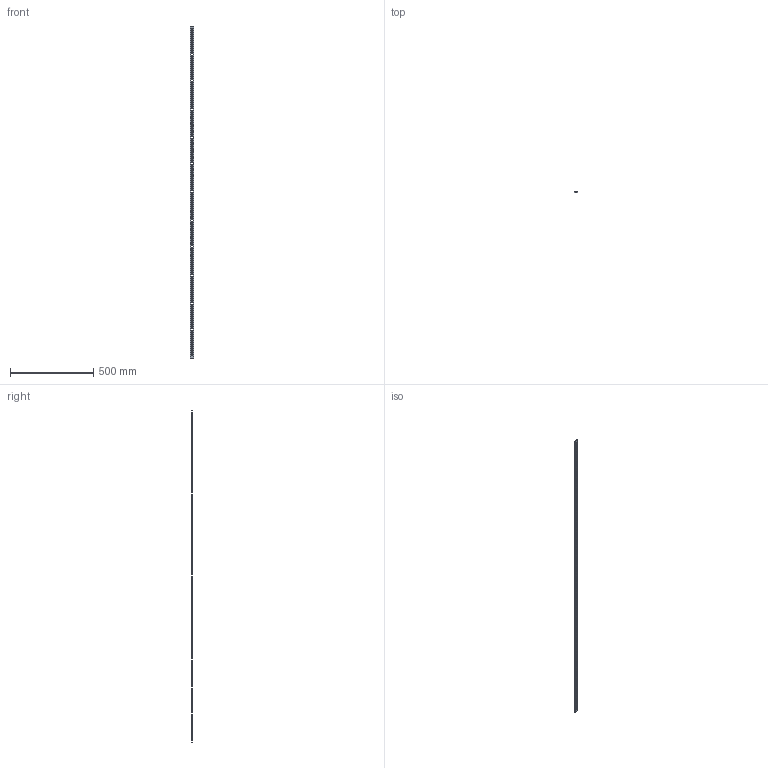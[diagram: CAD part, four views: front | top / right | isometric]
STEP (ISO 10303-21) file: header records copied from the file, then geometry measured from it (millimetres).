
FILE_DESCRIPTION (( 'STEP AP203' ), '1' );
FILE_NAME ('CLM50D-POP-20-2-3-BS Ïîëîñà ïåðôîðèðîâàííàÿ 20õ2000-3,0 BS IEK.STEP', '2023-03-21T11:11:45', ( '' ), ( '' ), 'SwSTEP 2.0', 'SolidWorks 2022', '' );
FILE_SCHEMA (( 'CONFIG_CONTROL_DESIGN' ));
Length unit declared in the file: millimetre
Products named in the file (1): CLM50D-POP-20-2-3-BS Полоса перфорированная 20х2000-3,0 BS IEK
Bounding box: 20 x 3 x 2000 mm (x, y, z)
Volume: 89312.2 mm3; surface area: 83035.3 mm2
Topology: 1 solids, 1 shells, 401 faces, 1197 edges, 798 vertices
Faces by surface type: cylinder 237, plane 164
Entity records: 14058 total; most frequent: DIRECTION 2475, CARTESIAN_POINT 2397, ORIENTED_EDGE 2394, EDGE_CURVE 1197, AXIS2_PLACEMENT_3D 876, VERTEX_POINT 798, VECTOR 723, LINE 723
